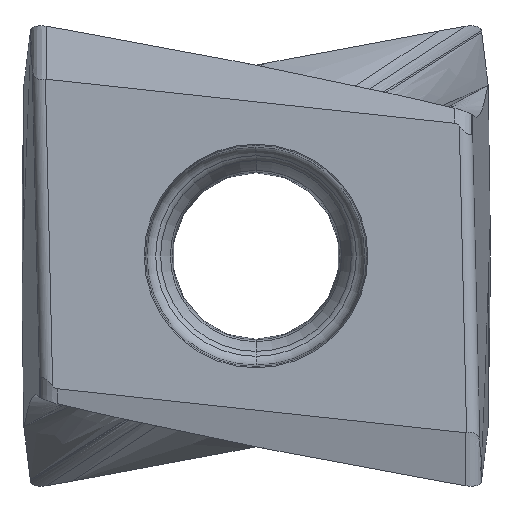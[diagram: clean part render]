
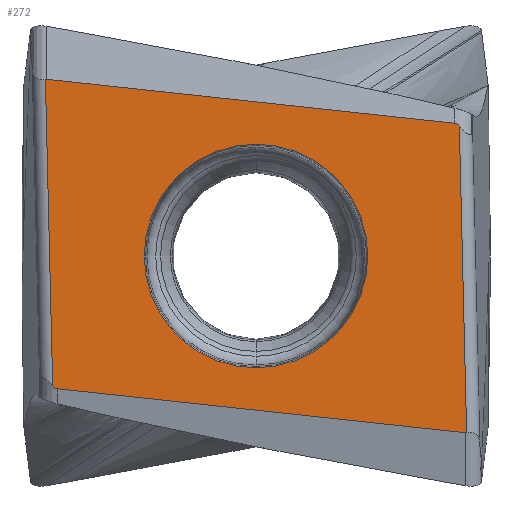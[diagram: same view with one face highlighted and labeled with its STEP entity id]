
A CAD part, front view. The second image highlights one B-rep face of the part: STEP entity #272.
In plain terms, the highlighted planar face has unit normal (0, -1, 0).
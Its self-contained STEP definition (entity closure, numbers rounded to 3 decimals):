
#66=CIRCLE('',#2328,2.988);
#67=CIRCLE('',#2329,2.988);
#116=FACE_BOUND('',#557,.T.);
#117=FACE_BOUND('',#558,.T.);
#272=ADVANCED_FACE('',(#116,#117),#347,.T.);
#347=PLANE('',#2330);
#557=EDGE_LOOP('',(#1186,#1187,#1188,#1189,#1190,#1191,#1192,#1193));
#558=EDGE_LOOP('',(#1194,#1195));
#689=B_SPLINE_CURVE_WITH_KNOTS('',3,(#4227,#4228,#4229,#4230,#4231),
 .UNSPECIFIED.,.F.,.F.,(4,1,4),(0.,0.5,1.),.UNSPECIFIED.);
#699=B_SPLINE_CURVE_WITH_KNOTS('',3,(#4504,#4505,#4506,#4507,#4508,#4509,
#4510,#4511),.UNSPECIFIED.,.F.,.F.,(4,1,1,1,1,4),(0.,0.2,0.4,0.6,0.8,1.),
 .UNSPECIFIED.);
#757=B_SPLINE_CURVE_WITH_KNOTS('',3,(#5727,#5728,#5729,#5730,#5731),
 .UNSPECIFIED.,.F.,.F.,(4,1,4),(0.,0.5,1.),.UNSPECIFIED.);
#759=B_SPLINE_CURVE_WITH_KNOTS('',3,(#5749,#5750,#5751,#5752,#5753,#5754,
#5755,#5756),.UNSPECIFIED.,.F.,.F.,(4,1,1,1,1,4),(0.,0.2,0.4,0.6,0.8,1.),
 .UNSPECIFIED.);
#1186=ORIENTED_EDGE('',*,*,#1766,.T.);
#1187=ORIENTED_EDGE('',*,*,#1887,.F.);
#1188=ORIENTED_EDGE('',*,*,#1888,.T.);
#1189=ORIENTED_EDGE('',*,*,#1875,.F.);
#1190=ORIENTED_EDGE('',*,*,#1886,.T.);
#1191=ORIENTED_EDGE('',*,*,#1889,.T.);
#1192=ORIENTED_EDGE('',*,*,#1785,.T.);
#1193=ORIENTED_EDGE('',*,*,#1768,.F.);
#1194=ORIENTED_EDGE('',*,*,#1890,.F.);
#1195=ORIENTED_EDGE('',*,*,#1891,.F.);
#1529=VERTEX_POINT('',#4226);
#1530=VERTEX_POINT('',#4232);
#1531=VERTEX_POINT('',#4250);
#1539=VERTEX_POINT('',#4512);
#1600=VERTEX_POINT('',#5601);
#1602=VERTEX_POINT('',#5604);
#1607=VERTEX_POINT('',#5726);
#1608=VERTEX_POINT('',#5748);
#1609=VERTEX_POINT('',#5759);
#1610=VERTEX_POINT('',#5760);
#1766=EDGE_CURVE('',#1530,#1529,#689,.T.);
#1768=EDGE_CURVE('',#1530,#1531,#2033,.T.);
#1785=EDGE_CURVE('',#1539,#1531,#699,.T.);
#1875=EDGE_CURVE('',#1600,#1602,#2081,.T.);
#1886=EDGE_CURVE('',#1600,#1607,#757,.T.);
#1887=EDGE_CURVE('',#1608,#1529,#2086,.T.);
#1888=EDGE_CURVE('',#1608,#1602,#759,.T.);
#1889=EDGE_CURVE('',#1607,#1539,#2087,.T.);
#1890=EDGE_CURVE('',#1609,#1610,#66,.T.);
#1891=EDGE_CURVE('',#1610,#1609,#67,.T.);
#2033=LINE('',#4249,#2180);
#2081=LINE('',#5603,#2231);
#2086=LINE('',#5747,#2237);
#2087=LINE('',#5757,#2238);
#2180=VECTOR('',#2502,1.);
#2231=VECTOR('',#2579,1.);
#2237=VECTOR('',#2587,1.);
#2238=VECTOR('',#2588,1.);
#2328=AXIS2_PLACEMENT_3D('',#5758,#2589,#2590);
#2329=AXIS2_PLACEMENT_3D('',#5761,#2591,#2592);
#2330=AXIS2_PLACEMENT_3D('',#5762,#2593,#2594);
#2502=DIRECTION('',(0.994,0.,-0.107));
#2579=DIRECTION('',(-0.994,0.,0.107));
#2587=DIRECTION('',(-0.024,0.,1.));
#2588=DIRECTION('',(-0.024,0.,1.));
#2589=DIRECTION('',(0.,-1.,0.));
#2590=DIRECTION('',(0.,0.,1.));
#2591=DIRECTION('',(0.,-1.,0.));
#2592=DIRECTION('',(0.,0.,-1.));
#2593=DIRECTION('',(0.,-1.,0.));
#2594=DIRECTION('',(-1.,0.,-0.024));
#4226=CARTESIAN_POINT('',(-5.631,0.,4.726));
#4227=CARTESIAN_POINT('',(-5.609,0.,4.726));
#4228=CARTESIAN_POINT('',(-5.612,0.,4.727));
#4229=CARTESIAN_POINT('',(-5.62,0.,4.727));
#4230=CARTESIAN_POINT('',(-5.627,0.,4.726));
#4231=CARTESIAN_POINT('',(-5.631,0.,4.726));
#4232=CARTESIAN_POINT('',(-5.609,0.,4.726));
#4249=CARTESIAN_POINT('',(-5.609,0.,4.726));
#4250=CARTESIAN_POINT('',(5.32,0.,3.55));
#4504=CARTESIAN_POINT('',(5.437,0.,3.475));
#4505=CARTESIAN_POINT('',(5.429,0.,3.484));
#4506=CARTESIAN_POINT('',(5.414,0.,3.5));
#4507=CARTESIAN_POINT('',(5.39,0.,3.521));
#4508=CARTESIAN_POINT('',(5.366,0.,3.536));
#4509=CARTESIAN_POINT('',(5.342,0.,3.546));
#4510=CARTESIAN_POINT('',(5.327,0.,3.549));
#4511=CARTESIAN_POINT('',(5.32,0.,3.55));
#4512=CARTESIAN_POINT('',(5.437,0.,3.475));
#5601=CARTESIAN_POINT('',(5.609,0.,-4.726));
#5603=CARTESIAN_POINT('',(5.609,0.,-4.726));
#5604=CARTESIAN_POINT('',(-5.32,0.,-3.55));
#5726=CARTESIAN_POINT('',(5.631,0.,-4.726));
#5727=CARTESIAN_POINT('',(5.609,0.,-4.726));
#5728=CARTESIAN_POINT('',(5.612,0.,-4.727));
#5729=CARTESIAN_POINT('',(5.62,0.,-4.727));
#5730=CARTESIAN_POINT('',(5.627,0.,-4.726));
#5731=CARTESIAN_POINT('',(5.631,0.,-4.726));
#5747=CARTESIAN_POINT('',(-5.437,0.,-3.475));
#5748=CARTESIAN_POINT('',(-5.437,0.,-3.475));
#5749=CARTESIAN_POINT('',(-5.437,0.,-3.475));
#5750=CARTESIAN_POINT('',(-5.429,0.,-3.484));
#5751=CARTESIAN_POINT('',(-5.414,0.,-3.5));
#5752=CARTESIAN_POINT('',(-5.39,0.,-3.521));
#5753=CARTESIAN_POINT('',(-5.366,0.,-3.536));
#5754=CARTESIAN_POINT('',(-5.342,0.,-3.546));
#5755=CARTESIAN_POINT('',(-5.327,0.,-3.549));
#5756=CARTESIAN_POINT('',(-5.32,0.,-3.55));
#5757=CARTESIAN_POINT('',(5.631,0.,-4.726));
#5758=CARTESIAN_POINT('',(0.,0.,0.));
#5759=CARTESIAN_POINT('',(0.,0.,2.988));
#5760=CARTESIAN_POINT('',(0.,0.,-2.988));
#5761=CARTESIAN_POINT('',(0.,0.,0.));
#5762=CARTESIAN_POINT('',(-5.351,0.,-7.129));
